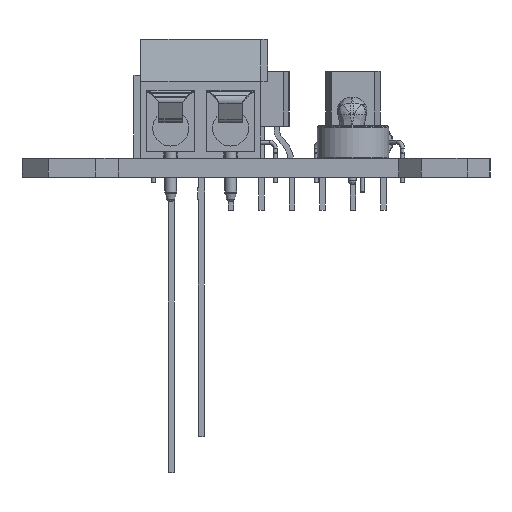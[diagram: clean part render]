
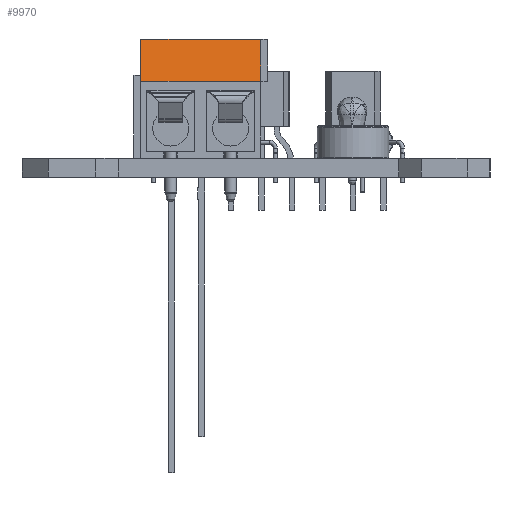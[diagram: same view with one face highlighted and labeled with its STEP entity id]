
A CAD part, left-side view. The second image highlights one B-rep face of the part: STEP entity #9970.
In plain terms, the highlighted face is planar.
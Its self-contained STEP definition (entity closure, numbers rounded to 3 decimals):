
#700=PLANE('',#10814);
#1035=FACE_OUTER_BOUND('',#1711,.T.);
#1711=EDGE_LOOP('',(#7193,#7194,#7195,#7196));
#2383=LINE('',#15310,#3070);
#2389=LINE('',#15321,#3076);
#2412=LINE('',#15366,#3099);
#2432=LINE('',#15401,#3119);
#3070=VECTOR('',#12279,1000.);
#3076=VECTOR('',#12287,1000.);
#3099=VECTOR('',#12328,1000.);
#3119=VECTOR('',#12350,1000.);
#4339=VERTEX_POINT('',#15307);
#4340=VERTEX_POINT('',#15309);
#4344=VERTEX_POINT('',#15319);
#4357=VERTEX_POINT('',#15365);
#5386=EDGE_CURVE('',#4339,#4340,#2383,.T.);
#5392=EDGE_CURVE('',#4339,#4344,#2389,.T.);
#5415=EDGE_CURVE('',#4340,#4357,#2412,.T.);
#5435=EDGE_CURVE('',#4344,#4357,#2432,.T.);
#7193=ORIENTED_EDGE('',*,*,#5392,.T.);
#7194=ORIENTED_EDGE('',*,*,#5435,.T.);
#7195=ORIENTED_EDGE('',*,*,#5415,.F.);
#7196=ORIENTED_EDGE('',*,*,#5386,.F.);
#9970=ADVANCED_FACE('',(#1035),#700,.T.);
#10814=AXIS2_PLACEMENT_3D('',#15456,#12409,#12410);
#12279=DIRECTION('',(0.,-0.207,-0.978));
#12287=DIRECTION('',(-1.,0.,0.));
#12328=DIRECTION('',(-1.,0.,0.));
#12350=DIRECTION('',(0.,-0.207,-0.978));
#12409=DIRECTION('center_axis',(0.,-0.978,
0.207));
#12410=DIRECTION('ref_axis',(0.,-0.207,-0.978));
#15307=CARTESIAN_POINT('',(5.,-2.56,9.93));
#15309=CARTESIAN_POINT('',(5.,-3.3,6.43));
#15310=CARTESIAN_POINT('',(5.,-2.56,9.93));
#15319=CARTESIAN_POINT('',(-5.,-2.56,9.93));
#15321=CARTESIAN_POINT('',(5.581,-2.56,9.93));
#15365=CARTESIAN_POINT('',(-5.,-3.3,6.43));
#15366=CARTESIAN_POINT('',(5.581,-3.3,6.43));
#15401=CARTESIAN_POINT('',(-5.,-2.56,9.93));
#15456=CARTESIAN_POINT('Origin',(5.581,-2.56,9.93));
